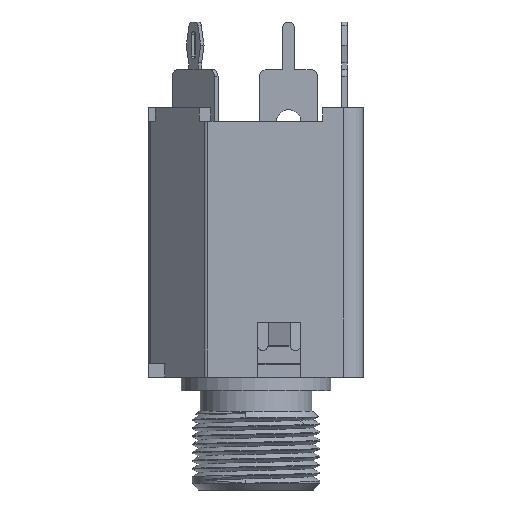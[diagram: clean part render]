
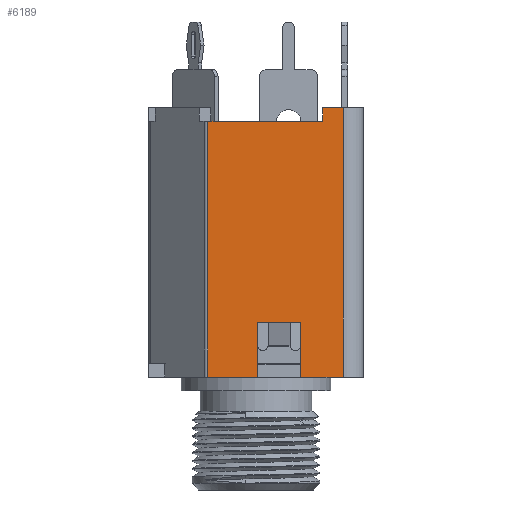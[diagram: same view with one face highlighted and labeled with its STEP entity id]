
A CAD part, left-side view. The second image highlights one B-rep face of the part: STEP entity #6189.
In plain terms, the highlighted planar face has unit normal (-1, 0, 0).
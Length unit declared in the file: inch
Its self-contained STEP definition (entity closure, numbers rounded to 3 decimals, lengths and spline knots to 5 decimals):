
#480=LINE('',#9673,#1225);
#484=LINE('',#9681,#1229);
#495=LINE('',#9710,#1240);
#558=LINE('',#9835,#1303);
#561=LINE('',#9841,#1306);
#569=LINE('',#9856,#1314);
#572=LINE('',#9861,#1317);
#573=LINE('',#9862,#1318);
#574=LINE('',#9864,#1319);
#575=LINE('',#9865,#1320);
#1225=VECTOR('',#7144,0.12205);
#1229=VECTOR('',#7148,0.14291);
#1240=VECTOR('',#7171,0.77953);
#1303=VECTOR('',#7300,0.05906);
#1306=VECTOR('',#7305,0.03937);
#1314=VECTOR('',#7317,0.15748);
#1317=VECTOR('',#7322,0.15748);
#1318=VECTOR('',#7323,0.12598);
#1319=VECTOR('',#7324,0.33189);
#1320=VECTOR('',#7325,0.74016);
#1835=FACE_OUTER_BOUND('',#2094,.T.);
#2094=EDGE_LOOP('',(#4883,#4884,#4885,#4886,#4887,#4888,#4889,#4890,#4891,
#4892));
#2768=VERTEX_POINT('',#9670);
#2769=VERTEX_POINT('',#9672);
#2772=VERTEX_POINT('',#9678);
#2773=VERTEX_POINT('',#9680);
#2785=VERTEX_POINT('',#9708);
#2814=VERTEX_POINT('',#9833);
#2816=VERTEX_POINT('',#9839);
#2821=VERTEX_POINT('',#9855);
#2822=VERTEX_POINT('',#9860);
#2823=VERTEX_POINT('',#9863);
#3587=EDGE_CURVE('',#2768,#2769,#480,.T.);
#3591=EDGE_CURVE('',#2772,#2773,#484,.T.);
#3607=EDGE_CURVE('',#2768,#2785,#495,.T.);
#3671=EDGE_CURVE('',#2785,#2814,#558,.T.);
#3674=EDGE_CURVE('',#2816,#2814,#561,.T.);
#3682=EDGE_CURVE('',#2821,#2769,#569,.T.);
#3685=EDGE_CURVE('',#2772,#2822,#572,.T.);
#3686=EDGE_CURVE('',#2822,#2821,#573,.T.);
#3687=EDGE_CURVE('',#2816,#2823,#574,.T.);
#3688=EDGE_CURVE('',#2823,#2773,#575,.T.);
#4883=ORIENTED_EDGE('',*,*,#3591,.F.);
#4884=ORIENTED_EDGE('',*,*,#3685,.T.);
#4885=ORIENTED_EDGE('',*,*,#3686,.T.);
#4886=ORIENTED_EDGE('',*,*,#3682,.T.);
#4887=ORIENTED_EDGE('',*,*,#3587,.F.);
#4888=ORIENTED_EDGE('',*,*,#3607,.T.);
#4889=ORIENTED_EDGE('',*,*,#3671,.T.);
#4890=ORIENTED_EDGE('',*,*,#3674,.F.);
#4891=ORIENTED_EDGE('',*,*,#3687,.T.);
#4892=ORIENTED_EDGE('',*,*,#3688,.T.);
#5972=PLANE('',#6510);
#6189=ADVANCED_FACE('',(#1835),#5972,.T.);
#6510=AXIS2_PLACEMENT_3D('',#9859,#7320,#7321);
#7144=DIRECTION('',(0.,1.,0.));
#7148=DIRECTION('',(0.,1.,0.));
#7171=DIRECTION('',(0.,0.,1.));
#7300=DIRECTION('',(0.,1.,0.));
#7305=DIRECTION('',(0.,0.,1.));
#7317=DIRECTION('',(0.,0.,-1.));
#7320=DIRECTION('center_axis',(-1.,0.,0.));
#7321=DIRECTION('ref_axis',(0.,0.,1.));
#7322=DIRECTION('',(0.,0.,1.));
#7323=DIRECTION('',(0.,-1.,0.));
#7324=DIRECTION('',(0.,1.,0.));
#7325=DIRECTION('',(0.,0.,-1.));
#9670=CARTESIAN_POINT('',(0.,0.05906,-0.77953));
#9672=CARTESIAN_POINT('',(0.,0.1811,-0.77953));
#9673=CARTESIAN_POINT('',(0.,0.05906,-0.77953));
#9678=CARTESIAN_POINT('',(0.,0.30709,-0.77953));
#9680=CARTESIAN_POINT('',(0.,0.45,-0.77953));
#9681=CARTESIAN_POINT('',(0.,0.30709,-0.77953));
#9708=CARTESIAN_POINT('',(0.,0.05906,0.));
#9710=CARTESIAN_POINT('',(0.,0.05906,-0.77953));
#9833=CARTESIAN_POINT('',(0.,0.11811,0.));
#9835=CARTESIAN_POINT('',(0.,0.05906,0.));
#9839=CARTESIAN_POINT('',(0.,0.11811,-0.03937));
#9841=CARTESIAN_POINT('',(0.,0.11811,-0.03937));
#9855=CARTESIAN_POINT('',(0.,0.1811,-0.62205));
#9856=CARTESIAN_POINT('',(0.,0.1811,-0.62205));
#9859=CARTESIAN_POINT('Origin',(0.,0.45782,-0.79512));
#9860=CARTESIAN_POINT('',(0.,0.30709,-0.62205));
#9861=CARTESIAN_POINT('',(0.,0.30709,-0.77953));
#9862=CARTESIAN_POINT('',(0.,0.30709,-0.62205));
#9863=CARTESIAN_POINT('',(0.,0.45,-0.03937));
#9864=CARTESIAN_POINT('',(0.,0.11811,-0.03937));
#9865=CARTESIAN_POINT('',(0.,0.45,-0.03937));
